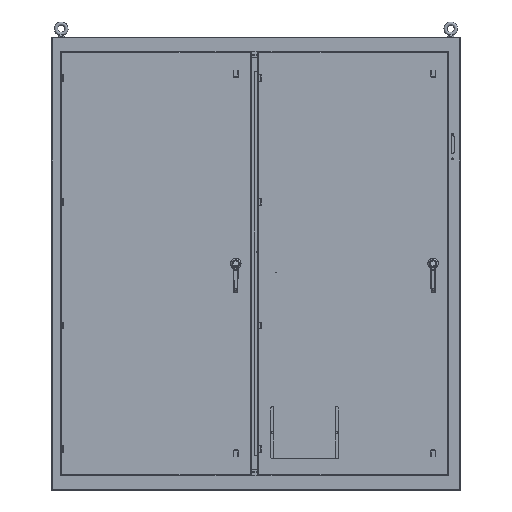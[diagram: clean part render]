
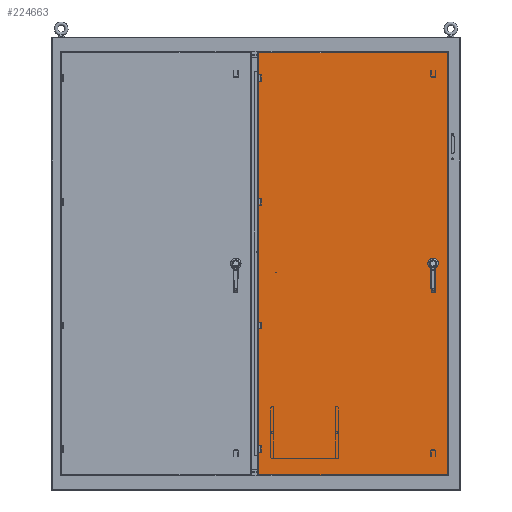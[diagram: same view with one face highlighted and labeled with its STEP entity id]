
A CAD part, top view. The second image highlights one B-rep face of the part: STEP entity #224663.
In plain terms, the highlighted planar face has unit normal (0, 0, 1).
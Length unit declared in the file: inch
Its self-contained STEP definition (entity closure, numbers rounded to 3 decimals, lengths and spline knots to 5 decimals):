
#17009 = CIRCLE ( 'NONE', #108920, 0.22146 ) ;
#23440 = DIRECTION ( 'NONE',  ( 0., -1., 0. ) ) ;
#24096 = FACE_OUTER_BOUND ( 'NONE', #184131, .T. ) ;
#25886 = PLANE ( 'NONE',  #128437 ) ;
#28464 = ORIENTED_EDGE ( 'NONE', *, *, #55281, .F. ) ;
#35592 = CARTESIAN_POINT ( 'NONE',  ( 36.4247, 40.1122, 13.058 ) ) ;
#40697 = EDGE_CURVE ( 'NONE', #83690, #206316, #258275, .T. ) ;
#48523 = DIRECTION ( 'NONE',  ( 0., 0., 1. ) ) ;
#55281 = EDGE_CURVE ( 'NONE', #58215, #83690, #324956, .T. ) ;
#58215 = VERTEX_POINT ( 'NONE', #186477 ) ;
#67821 = EDGE_CURVE ( 'NONE', #295619, #58215, #109663, .T. ) ;
#78086 = CARTESIAN_POINT ( 'NONE',  ( 0.51289, -40.1122, 13.058 ) ) ;
#80593 = CARTESIAN_POINT ( 'NONE',  ( 18.4688, -40.1122, 13.058 ) ) ;
#83690 = VERTEX_POINT ( 'NONE', #78086 ) ;
#89526 = CARTESIAN_POINT ( 'NONE',  ( 0.51289, 0., 13.058 ) ) ;
#96168 = CARTESIAN_POINT ( 'NONE',  ( 18.4688, 40.1122, 13.058 ) ) ;
#108920 = AXIS2_PLACEMENT_3D ( 'NONE', #172720, #48523, #323416 ) ;
#109663 = LINE ( 'NONE', #161806, #294198 ) ;
#119411 = EDGE_CURVE ( 'NONE', #206316, #295619, #123154, .T. ) ;
#123154 = LINE ( 'NONE', #96168, #135301 ) ;
#128437 = AXIS2_PLACEMENT_3D ( 'NONE', #184056, #295470, #243278 ) ;
#135301 = VECTOR ( 'NONE', #257870, 39.37008 ) ;
#136825 = ORIENTED_EDGE ( 'NONE', *, *, #67821, .F. ) ;
#161577 = VECTOR ( 'NONE', #229555, 39.37008 ) ;
#161806 = CARTESIAN_POINT ( 'NONE',  ( 36.4247, 0., 13.058 ) ) ;
#172720 = CARTESIAN_POINT ( 'NONE',  ( 33.65699, 0., 13.058 ) ) ;
#184056 = CARTESIAN_POINT ( 'NONE',  ( 18.4688, 0., 13.058 ) ) ;
#184131 = EDGE_LOOP ( 'NONE', ( #136825, #281691, #309827, #28464 ) ) ;
#184823 = DIRECTION ( 'NONE',  ( -1., 0., 0. ) ) ;
#186477 = CARTESIAN_POINT ( 'NONE',  ( 36.4247, -40.1122, 13.058 ) ) ;
#187741 = VERTEX_POINT ( 'NONE', #196127 ) ;
#196127 = CARTESIAN_POINT ( 'NONE',  ( 33.87844, 0., 13.058 ) ) ;
#206316 = VERTEX_POINT ( 'NONE', #302954 ) ;
#224663 = ADVANCED_FACE ( 'NONE', ( #270261, #24096 ), #25886, .F. ) ;
#229555 = DIRECTION ( 'NONE',  ( 0., 1., 0. ) ) ;
#238129 = EDGE_CURVE ( 'NONE', #187741, #187741, #17009, .T. ) ;
#243278 = DIRECTION ( 'NONE',  ( -1., 0., 0. ) ) ;
#257870 = DIRECTION ( 'NONE',  ( 1., 0., 0. ) ) ;
#258275 = LINE ( 'NONE', #89526, #161577 ) ;
#264385 = ORIENTED_EDGE ( 'NONE', *, *, #238129, .F. ) ;
#270261 = FACE_BOUND ( 'NONE', #316765, .T. ) ;
#281691 = ORIENTED_EDGE ( 'NONE', *, *, #119411, .F. ) ;
#294198 = VECTOR ( 'NONE', #23440, 39.37008 ) ;
#295470 = DIRECTION ( 'NONE',  ( 0., 0., -1. ) ) ;
#295619 = VERTEX_POINT ( 'NONE', #35592 ) ;
#302954 = CARTESIAN_POINT ( 'NONE',  ( 0.51289, 40.1122, 13.058 ) ) ;
#309827 = ORIENTED_EDGE ( 'NONE', *, *, #40697, .F. ) ;
#314032 = VECTOR ( 'NONE', #184823, 39.37008 ) ;
#316765 = EDGE_LOOP ( 'NONE', ( #264385 ) ) ;
#323416 = DIRECTION ( 'NONE',  ( 1., 0., 0. ) ) ;
#324956 = LINE ( 'NONE', #80593, #314032 ) ;
